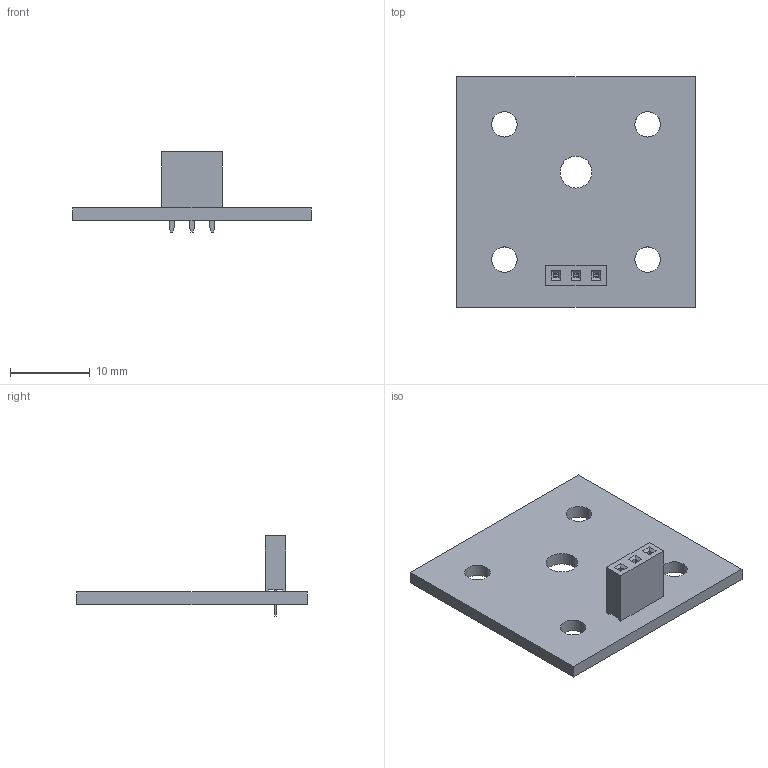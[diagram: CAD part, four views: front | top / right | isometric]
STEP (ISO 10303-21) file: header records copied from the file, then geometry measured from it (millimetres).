
FILE_DESCRIPTION(('KiCad electronic assembly'),'2;1');
FILE_NAME('potentiometermodule.step','2022-04-20T15:51:38',('An Author') ,('A Company'),'Open CASCADE STEP processor 6.9', 'KiCad to STEP converter','Unknown');
FILE_SCHEMA(('AUTOMOTIVE_DESIGN { 1 0 10303 214 1 1 1 1 }'));
Length unit declared in the file: millimetre
Products named in the file (4): Open CASCADE STEP translator 6.9 1; PinSocket_1x03_P2.54mm_Vertical; SOLID; COMPOUND
Assembly tree (3 placements, depth 3):
  Open CASCADE STEP translator 6.9 1
    PinSocket_1x03_P2.54mm_Vertical
      SOLID
    COMPOUND
Bounding box: 30 x 29 x 10.1 mm (x, y, z)
Volume: 1444.1 mm3; surface area: 2179.3 mm2
Topology: 2 solids, 2 shells, 118 faces, 303 edges, 198 vertices
Faces by surface type: plane 110, cylinder 8
Full cylindrical faces by diameter (mm): 1 x3, 3.2 x4, 4 x1
Entity records: 8331 total; most frequent: CARTESIAN_POINT 1325, DIRECTION 1153, LINE 877, VECTOR 877, ORIENTED_EDGE 606, PCURVE 606, DEFINITIONAL_REPRESENTATION 606, EDGE_CURVE 303
